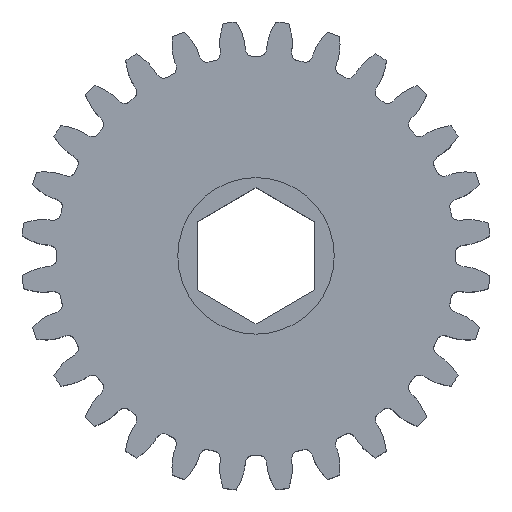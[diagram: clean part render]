
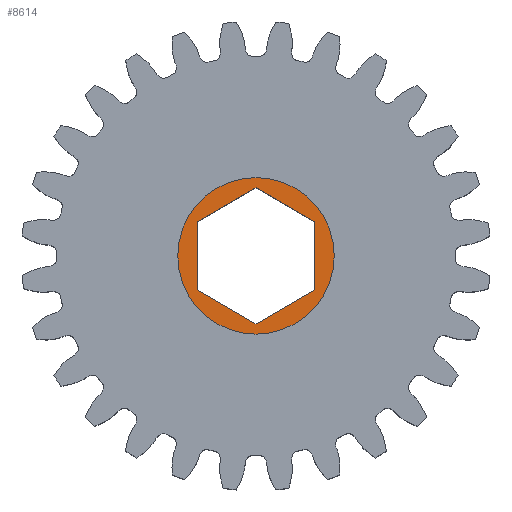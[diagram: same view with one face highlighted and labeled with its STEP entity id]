
A CAD part, top view. The second image highlights one B-rep face of the part: STEP entity #8614.
In plain terms, the highlighted planar face has unit normal (0, 0, 1).
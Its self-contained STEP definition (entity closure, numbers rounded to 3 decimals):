
#483 = VERTEX_POINT ( 'NONE', #3090 ) ;
#589 = EDGE_CURVE ( 'NONE', #483, #687, #9115, .T. ) ;
#597 = VERTEX_POINT ( 'NONE', #9220 ) ;
#687 = VERTEX_POINT ( 'NONE', #5134 ) ;
#935 = DIRECTION ( 'NONE',  ( 0., 1., 0. ) ) ;
#946 = VERTEX_POINT ( 'NONE', #2627 ) ;
#975 = VECTOR ( 'NONE', #9670, 1000. ) ;
#1480 = CARTESIAN_POINT ( 'NONE',  ( 4.788, -2.764, 6.3 ) ) ;
#1890 = AXIS2_PLACEMENT_3D ( 'NONE', #3559, #9288, #4559 ) ;
#1968 = EDGE_LOOP ( 'NONE', ( #9711, #10045 ) ) ;
#2557 = DIRECTION ( 'NONE',  ( 0.866, 0.5, 0. ) ) ;
#2627 = CARTESIAN_POINT ( 'NONE',  ( 0., -5.529, 6.3 ) ) ;
#2902 = CARTESIAN_POINT ( 'NONE',  ( 0., 0., 6.3 ) ) ;
#2984 = EDGE_CURVE ( 'NONE', #3993, #483, #4799, .T. ) ;
#3056 = EDGE_CURVE ( 'NONE', #7915, #10429, #5269, .T. ) ;
#3090 = CARTESIAN_POINT ( 'NONE',  ( 0., 5.529, 6.3 ) ) ;
#3239 = VECTOR ( 'NONE', #6050, 1000. ) ;
#3456 = AXIS2_PLACEMENT_3D ( 'NONE', #10556, #5839, #8615 ) ;
#3559 = CARTESIAN_POINT ( 'NONE',  ( 0., 0., 6.3 ) ) ;
#3692 = DIRECTION ( 'NONE',  ( -0.866, 0.5, 0. ) ) ;
#3713 = ORIENTED_EDGE ( 'NONE', *, *, #8788, .T. ) ;
#3772 = PLANE ( 'NONE',  #3456 ) ;
#3993 = VERTEX_POINT ( 'NONE', #4781 ) ;
#4531 = ORIENTED_EDGE ( 'NONE', *, *, #8928, .T. ) ;
#4559 = DIRECTION ( 'NONE',  ( 0., 1., 0. ) ) ;
#4740 = DIRECTION ( 'NONE',  ( 0., 1., 0. ) ) ;
#4781 = CARTESIAN_POINT ( 'NONE',  ( -4.788, 2.764, 6.3 ) ) ;
#4783 = CARTESIAN_POINT ( 'NONE',  ( -4.788, -2.764, 6.3 ) ) ;
#4799 = LINE ( 'NONE', #10150, #4945 ) ;
#4945 = VECTOR ( 'NONE', #2557, 1000. ) ;
#5024 = LINE ( 'NONE', #8490, #6990 ) ;
#5134 = CARTESIAN_POINT ( 'NONE',  ( 4.788, 2.764, 6.3 ) ) ;
#5269 = CIRCLE ( 'NONE', #1890, 6.35 ) ;
#5839 = DIRECTION ( 'NONE',  ( 0., 0., -1. ) ) ;
#5966 = DIRECTION ( 'NONE',  ( -0.866, -0.5, 0. ) ) ;
#6050 = DIRECTION ( 'NONE',  ( 0.866, -0.5, 0. ) ) ;
#6100 = VECTOR ( 'NONE', #4740, 1000. ) ;
#6400 = LINE ( 'NONE', #6754, #975 ) ;
#6754 = CARTESIAN_POINT ( 'NONE',  ( 4.788, 2.764, 6.3 ) ) ;
#6980 = CARTESIAN_POINT ( 'NONE',  ( 0., 6.35, 6.3 ) ) ;
#6990 = VECTOR ( 'NONE', #3692, 1000. ) ;
#7458 = VERTEX_POINT ( 'NONE', #1480 ) ;
#7592 = VECTOR ( 'NONE', #5966, 1000. ) ;
#7915 = VERTEX_POINT ( 'NONE', #11062 ) ;
#7995 = CARTESIAN_POINT ( 'NONE',  ( 0., 5.529, 6.3 ) ) ;
#8051 = EDGE_CURVE ( 'NONE', #10429, #7915, #11976, .T. ) ;
#8490 = CARTESIAN_POINT ( 'NONE',  ( 0., -5.529, 6.3 ) ) ;
#8546 = EDGE_LOOP ( 'NONE', ( #4531, #10867, #9164, #3713, #10069, #10628 ) ) ;
#8614 = ADVANCED_FACE ( 'NONE', ( #9560, #12120 ), #3772, .F. ) ;
#8615 = DIRECTION ( 'NONE',  ( 0., 1., 0. ) ) ;
#8788 = EDGE_CURVE ( 'NONE', #687, #7458, #6400, .T. ) ;
#8928 = EDGE_CURVE ( 'NONE', #597, #3993, #11502, .T. ) ;
#9115 = LINE ( 'NONE', #7995, #3239 ) ;
#9164 = ORIENTED_EDGE ( 'NONE', *, *, #589, .T. ) ;
#9220 = CARTESIAN_POINT ( 'NONE',  ( -4.788, -2.764, 6.3 ) ) ;
#9260 = LINE ( 'NONE', #11729, #7592 ) ;
#9288 = DIRECTION ( 'NONE',  ( 0., 0., -1. ) ) ;
#9560 = FACE_BOUND ( 'NONE', #8546, .T. ) ;
#9670 = DIRECTION ( 'NONE',  ( 0., -1., 0. ) ) ;
#9711 = ORIENTED_EDGE ( 'NONE', *, *, #8051, .F. ) ;
#10045 = ORIENTED_EDGE ( 'NONE', *, *, #3056, .F. ) ;
#10069 = ORIENTED_EDGE ( 'NONE', *, *, #10266, .T. ) ;
#10150 = CARTESIAN_POINT ( 'NONE',  ( -4.788, 2.764, 6.3 ) ) ;
#10266 = EDGE_CURVE ( 'NONE', #7458, #946, #9260, .T. ) ;
#10429 = VERTEX_POINT ( 'NONE', #6980 ) ;
#10556 = CARTESIAN_POINT ( 'NONE',  ( 0., 0., 6.3 ) ) ;
#10628 = ORIENTED_EDGE ( 'NONE', *, *, #10729, .T. ) ;
#10729 = EDGE_CURVE ( 'NONE', #946, #597, #5024, .T. ) ;
#10867 = ORIENTED_EDGE ( 'NONE', *, *, #2984, .T. ) ;
#11062 = CARTESIAN_POINT ( 'NONE',  ( 0., -6.35, 6.3 ) ) ;
#11479 = AXIS2_PLACEMENT_3D ( 'NONE', #2902, #12444, #935 ) ;
#11502 = LINE ( 'NONE', #4783, #6100 ) ;
#11729 = CARTESIAN_POINT ( 'NONE',  ( 4.788, -2.764, 6.3 ) ) ;
#11976 = CIRCLE ( 'NONE', #11479, 6.35 ) ;
#12120 = FACE_OUTER_BOUND ( 'NONE', #1968, .T. ) ;
#12444 = DIRECTION ( 'NONE',  ( 0., 0., -1. ) ) ;
